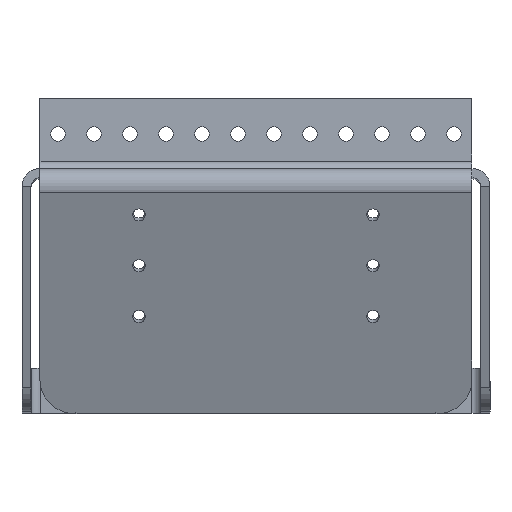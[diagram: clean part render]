
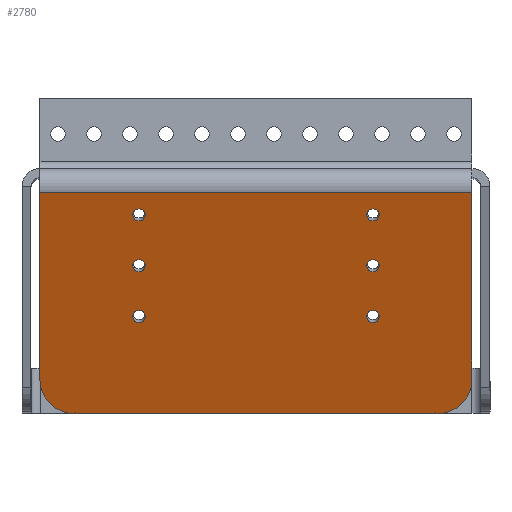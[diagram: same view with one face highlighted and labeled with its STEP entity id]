
A CAD part, top view. The second image highlights one B-rep face of the part: STEP entity #2780.
In plain terms, the highlighted planar face has unit normal (0, -0.342, 0.94).
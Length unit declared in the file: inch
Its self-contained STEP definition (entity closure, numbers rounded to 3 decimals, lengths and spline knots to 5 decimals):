
#33=FACE_BOUND('',#417,.T.);
#34=FACE_BOUND('',#418,.T.);
#35=FACE_BOUND('',#419,.T.);
#36=FACE_BOUND('',#420,.T.);
#37=FACE_BOUND('',#421,.T.);
#38=FACE_BOUND('',#422,.T.);
#127=PLANE('',#3046);
#250=FACE_OUTER_BOUND('',#416,.T.);
#416=EDGE_LOOP('',(#2283,#2284,#2285,#2286,#2287,#2288));
#417=EDGE_LOOP('',(#2289));
#418=EDGE_LOOP('',(#2290));
#419=EDGE_LOOP('',(#2291));
#420=EDGE_LOOP('',(#2292));
#421=EDGE_LOOP('',(#2293));
#422=EDGE_LOOP('',(#2294));
#546=LINE('',#4109,#800);
#552=LINE('',#4126,#806);
#700=LINE('',#4546,#954);
#704=LINE('',#4561,#958);
#800=VECTOR('',#3258,0.3937);
#806=VECTOR('',#3274,0.18);
#954=VECTOR('',#3702,0.3937);
#958=VECTOR('',#3720,0.3937);
#1024=CIRCLE('',#2857,0.08858);
#1026=CIRCLE('',#2860,0.08858);
#1028=CIRCLE('',#2863,0.08858);
#1030=CIRCLE('',#2866,0.08858);
#1032=CIRCLE('',#2869,0.08858);
#1034=CIRCLE('',#2872,0.08858);
#1049=CIRCLE('',#2891,0.5);
#1052=CIRCLE('',#2897,0.5);
#1168=VERTEX_POINT('',#3991);
#1170=VERTEX_POINT('',#3997);
#1172=VERTEX_POINT('',#4003);
#1174=VERTEX_POINT('',#4009);
#1176=VERTEX_POINT('',#4015);
#1178=VERTEX_POINT('',#4021);
#1212=VERTEX_POINT('',#4096);
#1213=VERTEX_POINT('',#4097);
#1217=VERTEX_POINT('',#4107);
#1221=VERTEX_POINT('',#4119);
#1222=VERTEX_POINT('',#4120);
#1223=VERTEX_POINT('',#4125);
#1421=EDGE_CURVE('',#1168,#1168,#1024,.T.);
#1424=EDGE_CURVE('',#1170,#1170,#1026,.T.);
#1427=EDGE_CURVE('',#1172,#1172,#1028,.T.);
#1430=EDGE_CURVE('',#1174,#1174,#1030,.T.);
#1433=EDGE_CURVE('',#1176,#1176,#1032,.T.);
#1436=EDGE_CURVE('',#1178,#1178,#1034,.T.);
#1472=EDGE_CURVE('',#1212,#1213,#1049,.T.);
#1478=EDGE_CURVE('',#1217,#1212,#546,.T.);
#1483=EDGE_CURVE('',#1221,#1222,#1052,.T.);
#1486=EDGE_CURVE('',#1222,#1223,#552,.T.);
#1696=EDGE_CURVE('',#1217,#1223,#700,.T.);
#1704=EDGE_CURVE('',#1213,#1221,#704,.T.);
#2283=ORIENTED_EDGE('',*,*,#1472,.F.);
#2284=ORIENTED_EDGE('',*,*,#1478,.F.);
#2285=ORIENTED_EDGE('',*,*,#1696,.T.);
#2286=ORIENTED_EDGE('',*,*,#1486,.F.);
#2287=ORIENTED_EDGE('',*,*,#1483,.F.);
#2288=ORIENTED_EDGE('',*,*,#1704,.F.);
#2289=ORIENTED_EDGE('',*,*,#1421,.T.);
#2290=ORIENTED_EDGE('',*,*,#1424,.T.);
#2291=ORIENTED_EDGE('',*,*,#1427,.T.);
#2292=ORIENTED_EDGE('',*,*,#1430,.T.);
#2293=ORIENTED_EDGE('',*,*,#1433,.T.);
#2294=ORIENTED_EDGE('',*,*,#1436,.T.);
#2780=ADVANCED_FACE('',(#250,#33,#34,#35,#36,#37,#38),#127,.T.);
#2857=AXIS2_PLACEMENT_3D('',#3993,#3154,#3155);
#2860=AXIS2_PLACEMENT_3D('',#3999,#3161,#3162);
#2863=AXIS2_PLACEMENT_3D('',#4005,#3168,#3169);
#2866=AXIS2_PLACEMENT_3D('',#4011,#3175,#3176);
#2869=AXIS2_PLACEMENT_3D('',#4017,#3182,#3183);
#2872=AXIS2_PLACEMENT_3D('',#4023,#3189,#3190);
#2891=AXIS2_PLACEMENT_3D('',#4098,#3248,#3249);
#2897=AXIS2_PLACEMENT_3D('',#4121,#3268,#3269);
#3046=AXIS2_PLACEMENT_3D('',#4562,#3721,#3722);
#3154=DIRECTION('center_axis',(0.,0.342,-0.94));
#3155=DIRECTION('ref_axis',(-1.,0.,0.));
#3161=DIRECTION('center_axis',(0.,0.342,-0.94));
#3162=DIRECTION('ref_axis',(-1.,0.,0.));
#3168=DIRECTION('center_axis',(0.,0.342,-0.94));
#3169=DIRECTION('ref_axis',(-1.,0.,0.));
#3175=DIRECTION('center_axis',(0.,0.342,-0.94));
#3176=DIRECTION('ref_axis',(-1.,0.,0.));
#3182=DIRECTION('center_axis',(0.,0.342,-0.94));
#3183=DIRECTION('ref_axis',(-1.,0.,0.));
#3189=DIRECTION('center_axis',(0.,0.342,-0.94));
#3190=DIRECTION('ref_axis',(-1.,0.,0.));
#3248=DIRECTION('center_axis',(0.,0.342,-0.94));
#3249=DIRECTION('ref_axis',(0.707,-0.664,-0.242));
#3258=DIRECTION('',(0.,-0.94,-0.342));
#3268=DIRECTION('center_axis',(0.,0.342,-0.94));
#3269=DIRECTION('ref_axis',(-0.707,-0.664,-0.242));
#3274=DIRECTION('',(0.,0.94,0.342));
#3702=DIRECTION('',(-1.,0.,0.));
#3720=DIRECTION('',(-1.,0.,0.));
#3721=DIRECTION('center_axis',(0.,-0.342,
0.94));
#3722=DIRECTION('ref_axis',(0.,-0.94,-0.342));
#3991=CARTESIAN_POINT('',(-1.53642,-0.51946,6.32793));
#3993=CARTESIAN_POINT('Origin',(-1.625,-0.51946,6.32793));
#3997=CARTESIAN_POINT('',(-1.53642,-1.22423,6.07142));
#3999=CARTESIAN_POINT('Origin',(-1.625,-1.22423,6.07142));
#4003=CARTESIAN_POINT('',(-1.53642,-1.929,5.8149));
#4005=CARTESIAN_POINT('Origin',(-1.625,-1.929,5.8149));
#4009=CARTESIAN_POINT('',(1.71358,-1.929,5.8149));
#4011=CARTESIAN_POINT('Origin',(1.625,-1.929,5.8149));
#4015=CARTESIAN_POINT('',(1.71358,-1.22423,6.07142));
#4017=CARTESIAN_POINT('Origin',(1.625,-1.22423,6.07142));
#4021=CARTESIAN_POINT('',(1.71358,-0.51946,6.32793));
#4023=CARTESIAN_POINT('Origin',(1.625,-0.51946,6.32793));
#4096=CARTESIAN_POINT('',(3.,-2.81154,5.49369));
#4097=CARTESIAN_POINT('',(2.5,-3.28139,5.32268));
#4098=CARTESIAN_POINT('Origin',(2.5,-2.81154,5.49369));
#4107=CARTESIAN_POINT('',(3.,-0.21051,6.44039));
#4109=CARTESIAN_POINT('',(3.,-0.21051,6.44039));
#4119=CARTESIAN_POINT('',(-2.5,-3.28139,5.32268));
#4120=CARTESIAN_POINT('',(-3.,-2.81154,5.49369));
#4121=CARTESIAN_POINT('Origin',(-2.5,-2.81154,5.49369));
#4125=CARTESIAN_POINT('',(-3.,-0.21051,6.44039));
#4126=CARTESIAN_POINT('',(-3.,0.32088,6.63379));
#4546=CARTESIAN_POINT('',(0.,-0.21051,6.44039));
#4561=CARTESIAN_POINT('',(3.,-3.28139,5.32268));
#4562=CARTESIAN_POINT('Origin',(0.,-1.58358,
5.94063));
